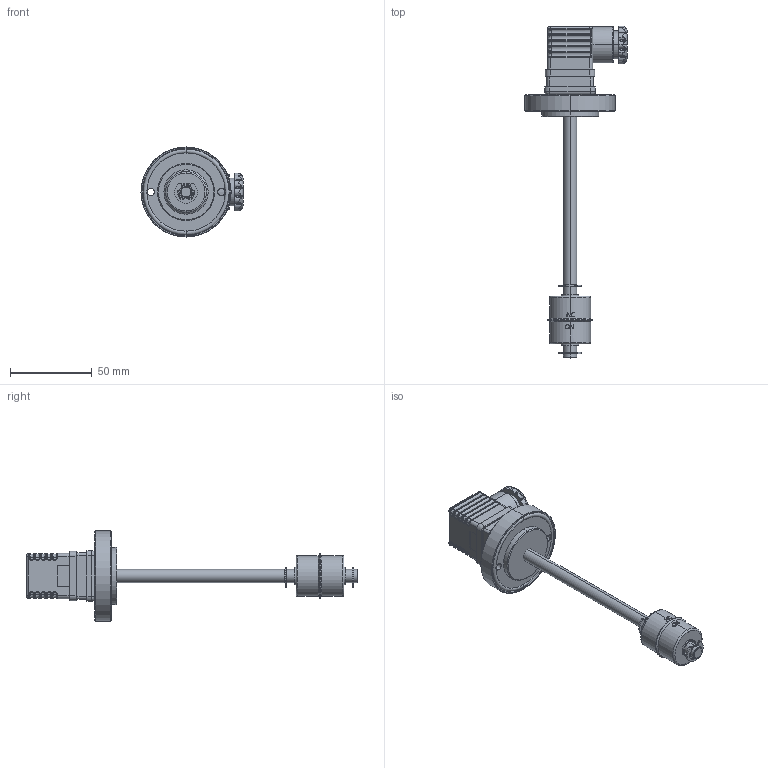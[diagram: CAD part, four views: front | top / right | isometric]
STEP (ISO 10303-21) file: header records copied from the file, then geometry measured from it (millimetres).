
FILE_DESCRIPTION (( 'STEP AP214' ), '1' );
FILE_NAME ('IMFP.STEP', '2020-02-13T08:11:07', ( '' ), ( '' ), 'SwSTEP 2.0', 'SolidWorks 2019', '' );
FILE_SCHEMA (( 'AUTOMOTIVE_DESIGN' ));
Length unit declared in the file: millimetre
Products named in the file (1): IMFP
Bounding box: 62.25 x 202.45 x 55 mm (x, y, z)
Surface area: 27655.6 mm2 (no closed solid volume)
Topology: 0 solids, 13 shells, 502 faces, 1450 edges, 944 vertices
Faces by surface type: cylinder 216, plane 122, bspline 92, torus 52, cone 10, sphere 10
Entity records: 25752 total; most frequent: CARTESIAN_POINT 7924, ORIENTED_EDGE 2557, DIRECTION 2452, EDGE_CURVE 1446, AXIS2_PLACEMENT_3D 963, VERTEX_POINT 944, CIRCLE 552, EDGE_LOOP 539
